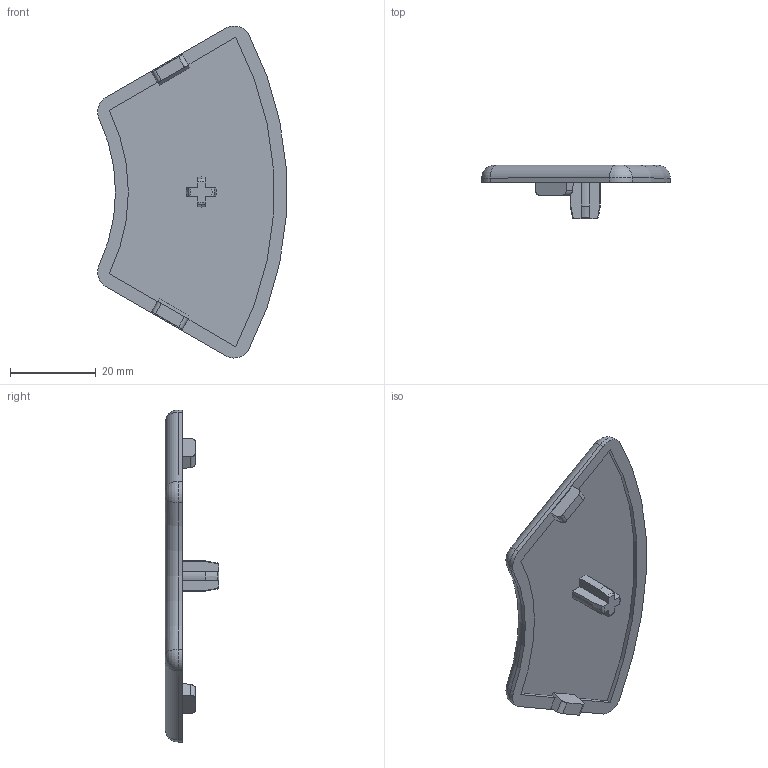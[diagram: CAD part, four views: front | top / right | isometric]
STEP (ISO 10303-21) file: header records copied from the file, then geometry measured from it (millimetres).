
FILE_DESCRIPTION(('FreeCAD Model'),'2;1');
FILE_NAME('Open CASCADE Shape Model','2026-02-17T10:59:41',(''),(''), 'Open CASCADE STEP processor 7.8','FreeCAD','Unknown');
FILE_SCHEMA(('AUTOMOTIVE_DESIGN { 1 0 10303 214 1 1 1 1 }'));
Length unit declared in the file: millimetre
Products named in the file (1): STI8-C408060
Bounding box: 43.96 x 12.5 x 77.4 mm (x, y, z)
Volume: 8126.4 mm3; surface area: 6123.8 mm2
Topology: 1 solids, 1 shells, 60 faces, 160 edges, 104 vertices
Faces by surface type: plane 28, cylinder 18, torus 6, cone 4, revolution 4
Entity records: 1964 total; most frequent: CARTESIAN_POINT 437, ORIENTED_EDGE 320, DIRECTION 308, EDGE_CURVE 160, AXIS2_PLACEMENT_3D 107, VERTEX_POINT 104, LINE 90, VECTOR 90
